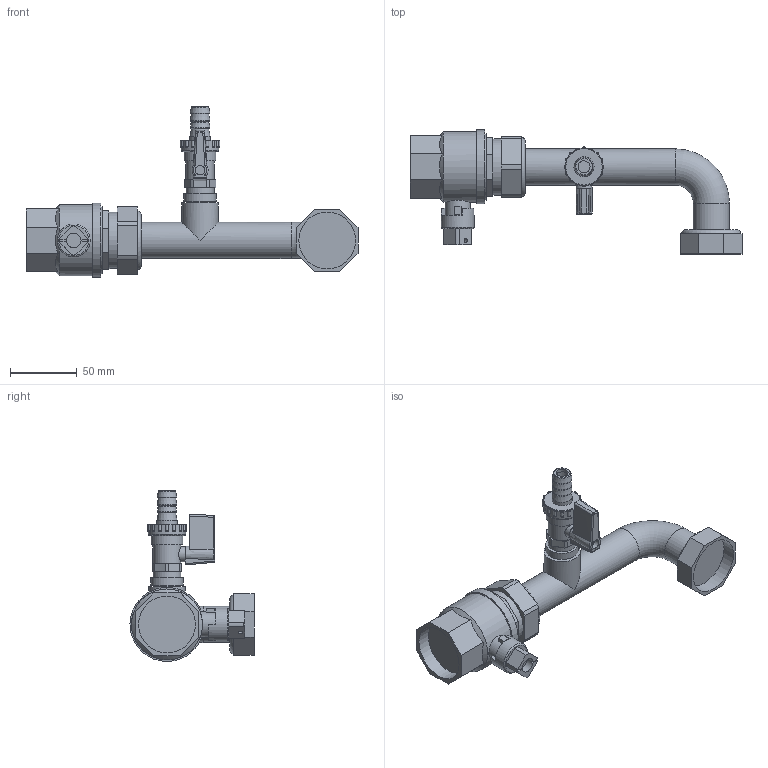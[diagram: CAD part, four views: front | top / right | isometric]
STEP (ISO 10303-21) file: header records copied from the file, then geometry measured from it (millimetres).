
FILE_DESCRIPTION(/* description */ (''),/* implementation_level */ '2;1');
FILE_NAME(/* name */ '3d_''AnschlußgruppeAG''11_4-9119205.stp',/* time_stamp */ '2015-07-14T09:32:21+02:00',/* author */ ('Andrzej'),/* organization */ (''),/* preprocessor_version */ 'ST-DEVELOPER v15.5',/* originating_system */ 'AutoCAD Mechanical',/* authorisation */ '');
FILE_SCHEMA (('AUTOMOTIVE_DESIGN { 1 0 10303 214 3 1 1 }'));
Length unit declared in the file: millimetre
Products named in the file (1): Product
Bounding box: 248 x 92.65 x 127.65 mm (x, y, z)
Volume: 316101.5 mm3; surface area: 54390.8 mm2
Topology: 2 solids, 2 shells, 259 faces, 653 edges, 426 vertices
Faces by surface type: plane 118, cylinder 63, torus 58, bspline 13, cone 5, sphere 2
Full cylindrical faces by diameter (mm): 3 x2, 7 x1, 9 x1, 10 x1, 11 x1, 11.5 x1, 15 x1, 18.8 x1, 20.9 x2, 21 x1, 23.6 x1, 24.5 x2, 27 x3, 28 x1, 42 x1, 42.4 x2, 50 x1, 53 x1, 55.3 x1
Entity records: 9387 total; most frequent: CARTESIAN_POINT 3465, DIRECTION 1216, ORIENTED_EDGE 1186, EDGE_CURVE 592, AXIS2_PLACEMENT_3D 490, VERTEX_POINT 406, EDGE_LOOP 332, FACE_OUTER_BOUND 259
